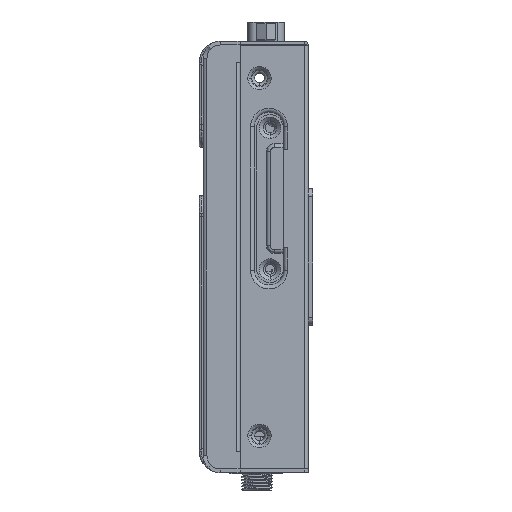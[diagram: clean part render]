
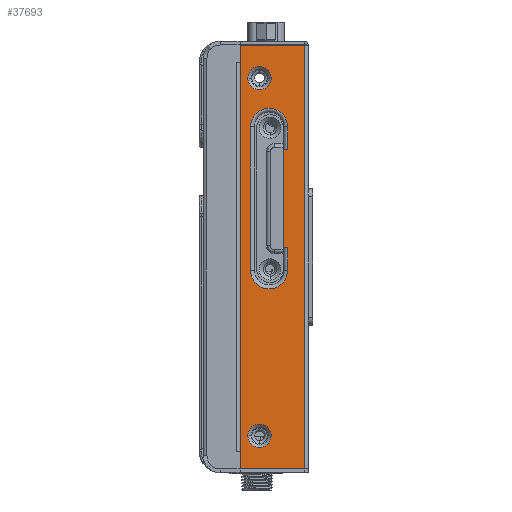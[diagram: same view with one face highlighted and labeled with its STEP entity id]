
A CAD part, left-side view. The second image highlights one B-rep face of the part: STEP entity #37693.
In plain terms, the highlighted planar face has unit normal (-1, 0, 0).
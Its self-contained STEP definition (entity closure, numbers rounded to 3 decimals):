
#31045=DIRECTION('',(0.,0.,-1.));
#31046=VECTOR('',#31045,108.9);
#31047=CARTESIAN_POINT('',(-38.5,-4.,54.4));
#31048=LINE('',#31047,#31046);
#31088=DIRECTION('',(0.,0.,-1.));
#31089=VECTOR('',#31088,108.9);
#31090=CARTESIAN_POINT('',(-38.5,12.5,54.4));
#31091=LINE('',#31090,#31089);
#31095=DIRECTION('',(0.,-1.,0.));
#31096=VECTOR('',#31095,16.5);
#31097=CARTESIAN_POINT('',(-38.5,12.5,54.4));
#31098=LINE('',#31097,#31096);
#31102=DIRECTION('',(0.,1.,0.));
#31103=VECTOR('',#31102,16.5);
#31104=CARTESIAN_POINT('',(-38.5,-4.,-54.5));
#31105=LINE('',#31104,#31103);
#31109=CARTESIAN_POINT('',(-38.5,7.5,-46.));
#31110=DIRECTION('',(1.,0.,0.));
#31111=DIRECTION('',(0.,-1.,0.));
#31112=AXIS2_PLACEMENT_3D('',#31109,#31110,#31111);
#31117=CARTESIAN_POINT('',(-38.5,7.5,-46.));
#31118=DIRECTION('',(1.,0.,0.));
#31119=DIRECTION('',(0.,1.,0.));
#31120=AXIS2_PLACEMENT_3D('',#31117,#31118,#31119);
#31125=CARTESIAN_POINT('',(-38.5,7.5,46.));
#31126=DIRECTION('',(1.,0.,0.));
#31127=DIRECTION('',(0.,-1.,0.));
#31128=AXIS2_PLACEMENT_3D('',#31125,#31126,#31127);
#31133=CARTESIAN_POINT('',(-38.5,7.5,46.));
#31134=DIRECTION('',(1.,0.,0.));
#31135=DIRECTION('',(0.,1.,0.));
#31136=AXIS2_PLACEMENT_3D('',#31133,#31134,#31135);
#31141=DIRECTION('',(0.,0.,-1.));
#31142=VECTOR('',#31141,1.);
#31143=CARTESIAN_POINT('',(-38.5,1.3,27.6));
#31144=LINE('',#31143,#31142);
#31148=DIRECTION('',(0.,1.,0.));
#31149=VECTOR('',#31148,1.);
#31150=CARTESIAN_POINT('',(-38.5,0.3,27.6));
#31151=LINE('',#31150,#31149);
#31155=DIRECTION('',(0.,0.,-1.));
#31156=VECTOR('',#31155,5.85);
#31157=CARTESIAN_POINT('',(-38.5,0.3,33.45));
#31158=LINE('',#31157,#31156);
#31162=CARTESIAN_POINT('',(-38.5,5.05,33.45));
#31163=DIRECTION('',(1.,0.,0.));
#31164=DIRECTION('',(0.,1.,0.));
#31165=AXIS2_PLACEMENT_3D('',#31162,#31163,#31164);
#31170=DIRECTION('',(0.,0.,1.));
#31171=VECTOR('',#31170,36.9);
#31172=CARTESIAN_POINT('',(-38.5,9.8,-3.45));
#31173=LINE('',#31172,#31171);
#31177=CARTESIAN_POINT('',(-38.5,5.05,-3.45));
#31178=DIRECTION('',(1.,0.,0.));
#31179=DIRECTION('',(0.,-1.,0.));
#31180=AXIS2_PLACEMENT_3D('',#31177,#31178,#31179);
#31185=DIRECTION('',(0.,0.,-1.));
#31186=VECTOR('',#31185,5.85);
#31187=CARTESIAN_POINT('',(-38.5,0.3,2.4));
#31188=LINE('',#31187,#31186);
#31192=DIRECTION('',(0.,-1.,0.));
#31193=VECTOR('',#31192,1.);
#31194=CARTESIAN_POINT('',(-38.5,1.3,2.4));
#31195=LINE('',#31194,#31193);
#31199=DIRECTION('',(0.,0.,-1.));
#31200=VECTOR('',#31199,1.);
#31201=CARTESIAN_POINT('',(-38.5,1.3,3.4));
#31202=LINE('',#31201,#31200);
#31206=DIRECTION('',(0.,0.,-1.));
#31207=VECTOR('',#31206,23.2);
#31208=CARTESIAN_POINT('',(-38.5,1.3,26.6));
#31209=LINE('',#31208,#31207);
#33414=CARTESIAN_POINT('',(-38.5,-4.,54.4));
#33415=VERTEX_POINT('',#33414);
#33420=CARTESIAN_POINT('',(-38.5,-4.,-54.5));
#33422=VERTEX_POINT('',#33420);
#33448=CARTESIAN_POINT('',(-38.5,12.5,54.4));
#33449=CARTESIAN_POINT('',(-38.5,12.5,-54.5));
#33450=VERTEX_POINT('',#33448);
#33451=VERTEX_POINT('',#33449);
#33456=CARTESIAN_POINT('',(-38.5,4.5,-46.));
#33457=CARTESIAN_POINT('',(-38.5,10.5,-46.));
#33458=VERTEX_POINT('',#33456);
#33459=VERTEX_POINT('',#33457);
#33464=CARTESIAN_POINT('',(-38.5,4.5,46.));
#33465=CARTESIAN_POINT('',(-38.5,10.5,46.));
#33466=VERTEX_POINT('',#33464);
#33467=VERTEX_POINT('',#33465);
#33816=CARTESIAN_POINT('',(-38.5,1.3,26.6));
#33817=CARTESIAN_POINT('',(-38.5,1.3,3.4));
#33818=VERTEX_POINT('',#33816);
#33819=VERTEX_POINT('',#33817);
#33824=CARTESIAN_POINT('',(-38.5,0.3,27.6));
#33826=VERTEX_POINT('',#33824);
#33832=CARTESIAN_POINT('',(-38.5,9.8,33.45));
#33833=CARTESIAN_POINT('',(-38.5,0.3,33.45));
#33834=VERTEX_POINT('',#33832);
#33835=VERTEX_POINT('',#33833);
#33838=CARTESIAN_POINT('',(-38.5,9.8,-3.45));
#33839=VERTEX_POINT('',#33838);
#33842=CARTESIAN_POINT('',(-38.5,0.3,-3.45));
#33843=VERTEX_POINT('',#33842);
#33850=CARTESIAN_POINT('',(-38.5,0.3,2.4));
#33851=VERTEX_POINT('',#33850);
#34056=CARTESIAN_POINT('',(-38.5,1.3,2.4));
#34057=VERTEX_POINT('',#34056);
#34060=CARTESIAN_POINT('',(-38.5,1.3,27.6));
#34061=VERTEX_POINT('',#34060);
#37647=CARTESIAN_POINT('',(-38.5,-5.,28.364));
#37648=DIRECTION('',(1.,0.,0.));
#37649=DIRECTION('',(0.,0.,-1.));
#37650=AXIS2_PLACEMENT_3D('',#37647,#37648,#37649);
#37651=PLANE('',#37650);
#37652=ORIENTED_EDGE('',*,*,#37637,.F.);
#37654=ORIENTED_EDGE('',*,*,#37653,.T.);
#37655=ORIENTED_EDGE('',*,*,#37585,.T.);
#37656=ORIENTED_EDGE('',*,*,#37624,.T.);
#37657=EDGE_LOOP('',(#37652,#37654,#37655,#37656));
#37658=FACE_OUTER_BOUND('',#37657,.F.);
#37660=ORIENTED_EDGE('',*,*,#37659,.F.);
#37662=ORIENTED_EDGE('',*,*,#37661,.F.);
#37663=EDGE_LOOP('',(#37660,#37662));
#37664=FACE_BOUND('',#37663,.F.);
#37666=ORIENTED_EDGE('',*,*,#37665,.F.);
#37668=ORIENTED_EDGE('',*,*,#37667,.F.);
#37669=EDGE_LOOP('',(#37666,#37668));
#37670=FACE_BOUND('',#37669,.F.);
#37672=ORIENTED_EDGE('',*,*,#37671,.F.);
#37674=ORIENTED_EDGE('',*,*,#37673,.F.);
#37676=ORIENTED_EDGE('',*,*,#37675,.F.);
#37678=ORIENTED_EDGE('',*,*,#37677,.F.);
#37680=ORIENTED_EDGE('',*,*,#37679,.F.);
#37682=ORIENTED_EDGE('',*,*,#37681,.F.);
#37684=ORIENTED_EDGE('',*,*,#37683,.F.);
#37686=ORIENTED_EDGE('',*,*,#37685,.F.);
#37688=ORIENTED_EDGE('',*,*,#37687,.F.);
#37690=ORIENTED_EDGE('',*,*,#37689,.F.);
#37691=EDGE_LOOP('',(#37672,#37674,#37676,#37678,#37680,#37682,#37684,#37686,
#37688,#37690));
#37692=FACE_BOUND('',#37691,.F.);
#31113=CIRCLE('',#31112,3.);
#31121=CIRCLE('',#31120,3.);
#31129=CIRCLE('',#31128,3.);
#31137=CIRCLE('',#31136,3.);
#31166=CIRCLE('',#31165,4.75);
#31181=CIRCLE('',#31180,4.75);
#37585=EDGE_CURVE('',#33415,#33422,#31048,.T.);
#37624=EDGE_CURVE('',#33422,#33451,#31105,.T.);
#37637=EDGE_CURVE('',#33450,#33451,#31091,.T.);
#37653=EDGE_CURVE('',#33450,#33415,#31098,.T.);
#37659=EDGE_CURVE('',#33458,#33459,#31113,.T.);
#37661=EDGE_CURVE('',#33459,#33458,#31121,.T.);
#37665=EDGE_CURVE('',#33466,#33467,#31129,.T.);
#37667=EDGE_CURVE('',#33467,#33466,#31137,.T.);
#37671=EDGE_CURVE('',#34061,#33818,#31144,.T.);
#37673=EDGE_CURVE('',#33826,#34061,#31151,.T.);
#37675=EDGE_CURVE('',#33835,#33826,#31158,.T.);
#37677=EDGE_CURVE('',#33834,#33835,#31166,.T.);
#37679=EDGE_CURVE('',#33839,#33834,#31173,.T.);
#37681=EDGE_CURVE('',#33843,#33839,#31181,.T.);
#37683=EDGE_CURVE('',#33851,#33843,#31188,.T.);
#37685=EDGE_CURVE('',#34057,#33851,#31195,.T.);
#37687=EDGE_CURVE('',#33819,#34057,#31202,.T.);
#37689=EDGE_CURVE('',#33818,#33819,#31209,.T.);
#37693=ADVANCED_FACE('',(#37658,#37664,#37670,#37692),#37651,.F.);
